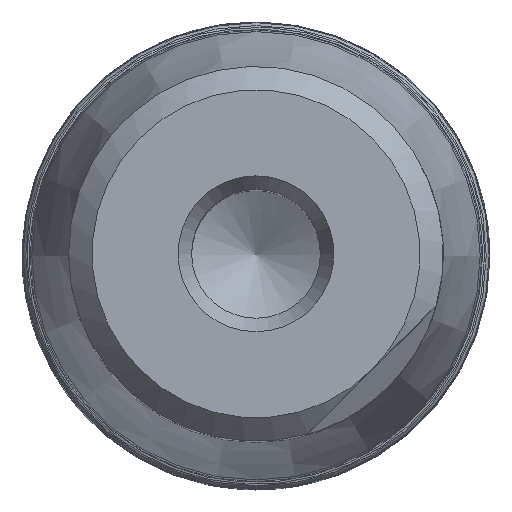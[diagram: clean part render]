
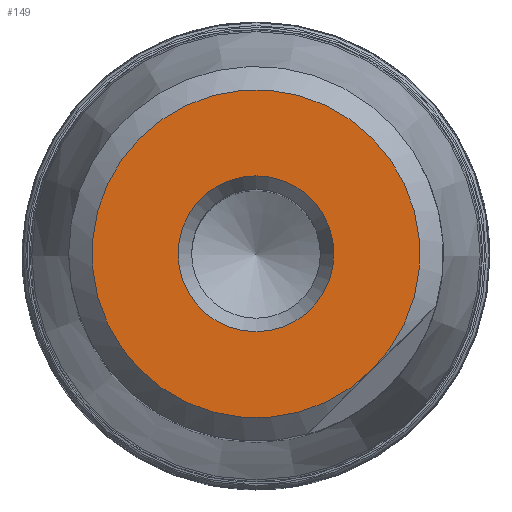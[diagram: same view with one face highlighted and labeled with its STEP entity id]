
A CAD part, top view. The second image highlights one B-rep face of the part: STEP entity #149.
In plain terms, the highlighted planar face has unit normal (0, 0, 1).
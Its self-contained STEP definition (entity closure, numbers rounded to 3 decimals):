
#39=PLANE('',#837);
#149=ADVANCED_FACE('',(#361,#362),#39,.F.);
#361=FACE_BOUND('',#463,.T.);
#362=FACE_BOUND('',#464,.T.);
#463=EDGE_LOOP('',(#579));
#464=EDGE_LOOP('',(#580));
#579=ORIENTED_EDGE('',*,*,#704,.F.);
#580=ORIENTED_EDGE('',*,*,#725,.T.);
#644=VERTEX_POINT('',#1481);
#665=VERTEX_POINT('',#1536);
#704=EDGE_CURVE('',#644,#644,#762,.T.);
#725=EDGE_CURVE('',#665,#665,#775,.T.);
#762=CIRCLE('',#810,14.);
#775=CIRCLE('',#835,6.655);
#810=AXIS2_PLACEMENT_3D('',#1482,#952,#953);
#835=AXIS2_PLACEMENT_3D('',#1535,#1006,#1007);
#837=AXIS2_PLACEMENT_3D('',#1538,#1010,#1011);
#952=DIRECTION('',(0.,0.,-1.));
#953=DIRECTION('',(-1.,0.,0.));
#1006=DIRECTION('',(0.,0.,-1.));
#1007=DIRECTION('',(-1.,0.,0.));
#1010=DIRECTION('',(0.,0.,-1.));
#1011=DIRECTION('',(-1.,0.,0.));
#1481=CARTESIAN_POINT('',(9.899,-9.899,61.));
#1482=CARTESIAN_POINT('',(0.,0.,61.));
#1535=CARTESIAN_POINT('',(0.,0.,61.));
#1536=CARTESIAN_POINT('',(-6.655,0.,61.));
#1538=CARTESIAN_POINT('',(6.655,0.,61.));
